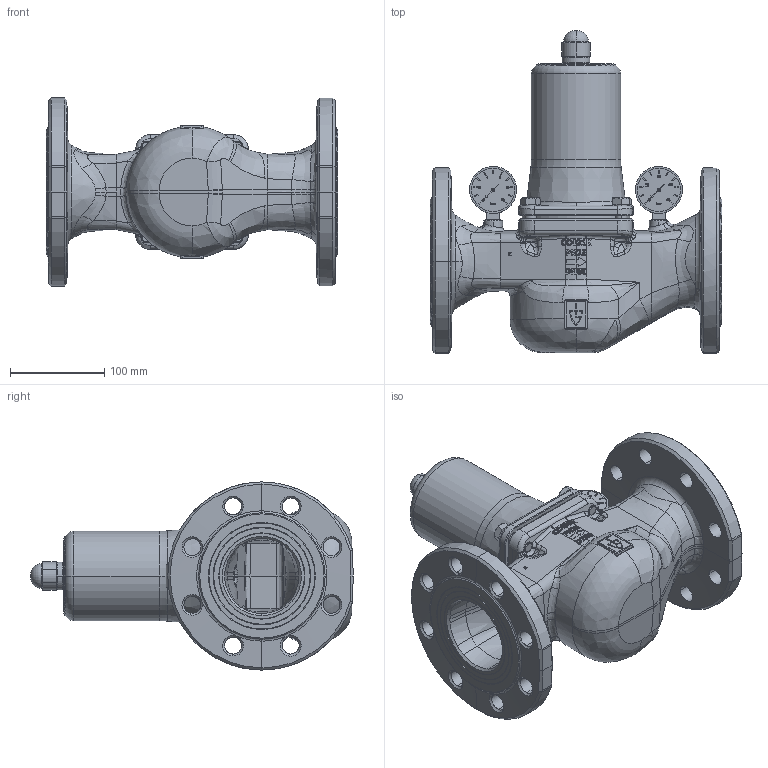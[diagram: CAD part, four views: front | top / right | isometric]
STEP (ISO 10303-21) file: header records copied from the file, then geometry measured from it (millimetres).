
FILE_DESCRIPTION (( 'STEP AP214' ), '1' );
FILE_NAME ('682 80 PN25 Dummy.STEP', '2010-08-04T06:59:06', ( '' ), ( '' ), 'SwSTEP 2.0', 'SolidWorks 2010', '' );
FILE_SCHEMA (( 'AUTOMOTIVE_DESIGN' ));
Length unit declared in the file: millimetre
Products named in the file (1): 682 80 PN25 Dummy
Bounding box: 310 x 342.5 x 200 mm (x, y, z)
Volume: 2164635.6 mm3; surface area: 524041.6 mm2
Topology: 10 solids, 10 shells, 3060 faces, 7981 edges, 5097 vertices
Faces by surface type: bspline 1238, plane 1194, cylinder 362, cone 215, torus 41, sphere 10
Entity records: 220753 total; most frequent: CARTESIAN_POINT 121279, ORIENTED_EDGE 15930, DIRECTION 9820, EDGE_CURVE 7965, VERTEX_POINT 5097, VECTOR 3846, LINE 3846, EDGE_LOOP 3294
